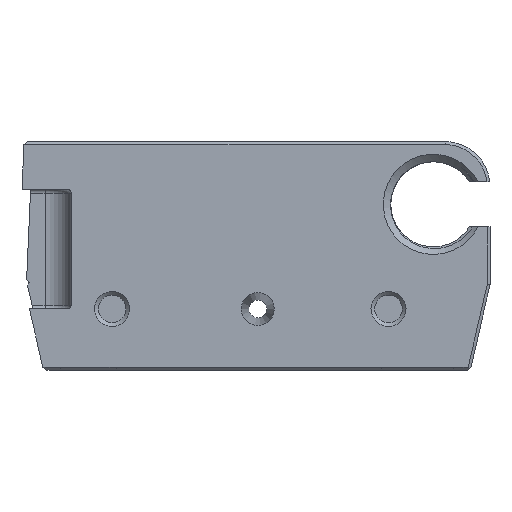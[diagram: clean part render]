
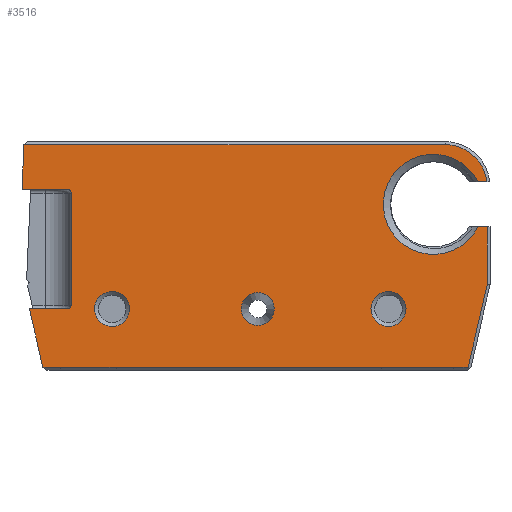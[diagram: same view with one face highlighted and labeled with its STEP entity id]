
A CAD part, top view. The second image highlights one B-rep face of the part: STEP entity #3516.
In plain terms, the highlighted planar face has unit normal (0, 0, 1).
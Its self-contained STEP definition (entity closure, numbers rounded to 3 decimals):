
#261=PLANE('',#9828);
#1355=B_SPLINE_CURVE_WITH_KNOTS('',3,(#14829,#14830,#14831,#14832,#14833),
 .UNSPECIFIED.,.F.,.F.,(4,1,4),(0.,0.431,1.),.UNSPECIFIED.);
#1491=LINE('',#13546,#2509);
#1516=LINE('',#13608,#2534);
#1520=LINE('',#13633,#2538);
#1528=LINE('',#13759,#2546);
#1536=LINE('',#14835,#2554);
#1537=LINE('',#14837,#2555);
#1538=LINE('',#14838,#2556);
#1539=LINE('',#14842,#2557);
#1540=LINE('',#14846,#2558);
#1541=LINE('',#14847,#2559);
#1542=LINE('',#14849,#2560);
#1543=LINE('',#14851,#2561);
#1544=LINE('',#14853,#2562);
#1545=LINE('',#14855,#2563);
#1546=LINE('',#14857,#2564);
#1547=LINE('',#14859,#2565);
#1548=LINE('',#14861,#2566);
#2509=VECTOR('',#10619,1.);
#2534=VECTOR('',#10662,1.);
#2538=VECTOR('',#10674,1.);
#2546=VECTOR('',#10686,1.);
#2554=VECTOR('',#10716,1.);
#2555=VECTOR('',#10717,1.);
#2556=VECTOR('',#10718,1.);
#2557=VECTOR('',#10721,1.);
#2558=VECTOR('',#10724,1.);
#2559=VECTOR('',#10725,1.);
#2560=VECTOR('',#10726,1.);
#2561=VECTOR('',#10727,1.);
#2562=VECTOR('',#10728,1.);
#2563=VECTOR('',#10729,1.);
#2564=VECTOR('',#10730,1.);
#2565=VECTOR('',#10731,1.);
#2566=VECTOR('',#10732,1.);
#3516=ADVANCED_FACE('',(#4137,#4138,#4139,#4140),#261,.F.);
#4137=FACE_BOUND('',#4218,.T.);
#4138=FACE_BOUND('',#4219,.T.);
#4139=FACE_BOUND('',#4220,.T.);
#4140=FACE_BOUND('',#4221,.T.);
#4218=EDGE_LOOP('',(#5050));
#4219=EDGE_LOOP('',(#5051,#5052,#5053,#5054,#5055,#5056,#5057,#5058,#5059,
#5060,#5061,#5062,#5063,#5064,#5065,#5066,#5067,#5068,#5069,#5070,#5071));
#4220=EDGE_LOOP('',(#5072));
#4221=EDGE_LOOP('',(#5073));
#5050=ORIENTED_EDGE('',*,*,#8472,.T.);
#5051=ORIENTED_EDGE('',*,*,#8407,.T.);
#5052=ORIENTED_EDGE('',*,*,#8473,.F.);
#5053=ORIENTED_EDGE('',*,*,#8474,.F.);
#5054=ORIENTED_EDGE('',*,*,#8475,.T.);
#5055=ORIENTED_EDGE('',*,*,#8370,.F.);
#5056=ORIENTED_EDGE('',*,*,#8476,.T.);
#5057=ORIENTED_EDGE('',*,*,#8477,.F.);
#5058=ORIENTED_EDGE('',*,*,#8478,.T.);
#5059=ORIENTED_EDGE('',*,*,#8479,.F.);
#5060=ORIENTED_EDGE('',*,*,#8480,.T.);
#5061=ORIENTED_EDGE('',*,*,#8399,.F.);
#5062=ORIENTED_EDGE('',*,*,#8481,.F.);
#5063=ORIENTED_EDGE('',*,*,#8482,.T.);
#5064=ORIENTED_EDGE('',*,*,#8483,.F.);
#5065=ORIENTED_EDGE('',*,*,#8484,.T.);
#5066=ORIENTED_EDGE('',*,*,#8485,.F.);
#5067=ORIENTED_EDGE('',*,*,#8486,.T.);
#5068=ORIENTED_EDGE('',*,*,#8487,.F.);
#5069=ORIENTED_EDGE('',*,*,#8488,.F.);
#5070=ORIENTED_EDGE('',*,*,#8429,.T.);
#5071=ORIENTED_EDGE('',*,*,#8449,.F.);
#5072=ORIENTED_EDGE('',*,*,#8489,.T.);
#5073=ORIENTED_EDGE('',*,*,#8490,.F.);
#7595=VERTEX_POINT('',#13545);
#7596=VERTEX_POINT('',#13547);
#7619=VERTEX_POINT('',#13607);
#7620=VERTEX_POINT('',#13609);
#7624=VERTEX_POINT('',#13631);
#7626=VERTEX_POINT('',#13634);
#7646=VERTEX_POINT('',#13757);
#7648=VERTEX_POINT('',#13760);
#7670=VERTEX_POINT('',#14828);
#7671=VERTEX_POINT('',#14834);
#7672=VERTEX_POINT('',#14836);
#7673=VERTEX_POINT('',#14839);
#7674=VERTEX_POINT('',#14841);
#7675=VERTEX_POINT('',#14843);
#7676=VERTEX_POINT('',#14845);
#7677=VERTEX_POINT('',#14848);
#7678=VERTEX_POINT('',#14850);
#7679=VERTEX_POINT('',#14852);
#7680=VERTEX_POINT('',#14854);
#7681=VERTEX_POINT('',#14856);
#7682=VERTEX_POINT('',#14858);
#7683=VERTEX_POINT('',#14860);
#7684=VERTEX_POINT('',#14863);
#7685=VERTEX_POINT('',#14865);
#8370=EDGE_CURVE('',#7595,#7596,#1491,.T.);
#8399=EDGE_CURVE('',#7619,#7620,#1516,.T.);
#8407=EDGE_CURVE('',#7626,#7624,#1520,.T.);
#8429=EDGE_CURVE('',#7648,#7646,#1528,.T.);
#8449=EDGE_CURVE('',#7626,#7646,#9664,.T.);
#8472=EDGE_CURVE('',#7670,#7670,#9667,.T.);
#8473=EDGE_CURVE('',#7671,#7624,#1355,.T.);
#8474=EDGE_CURVE('',#7672,#7671,#1536,.T.);
#8475=EDGE_CURVE('',#7672,#7596,#1537,.T.);
#8476=EDGE_CURVE('',#7595,#7673,#1538,.T.);
#8477=EDGE_CURVE('',#7674,#7673,#9668,.T.);
#8478=EDGE_CURVE('',#7674,#7675,#1539,.T.);
#8479=EDGE_CURVE('',#7676,#7675,#9669,.T.);
#8480=EDGE_CURVE('',#7676,#7620,#1540,.T.);
#8481=EDGE_CURVE('',#7677,#7619,#1541,.T.);
#8482=EDGE_CURVE('',#7677,#7678,#1542,.T.);
#8483=EDGE_CURVE('',#7679,#7678,#1543,.T.);
#8484=EDGE_CURVE('',#7679,#7680,#1544,.T.);
#8485=EDGE_CURVE('',#7681,#7680,#1545,.T.);
#8486=EDGE_CURVE('',#7681,#7682,#1546,.T.);
#8487=EDGE_CURVE('',#7683,#7682,#1547,.T.);
#8488=EDGE_CURVE('',#7648,#7683,#1548,.T.);
#8489=EDGE_CURVE('',#7684,#7684,#9670,.T.);
#8490=EDGE_CURVE('',#7685,#7685,#9671,.T.);
#9664=CIRCLE('',#9814,6.7);
#9667=CIRCLE('',#9823,2.2);
#9668=CIRCLE('',#9824,0.5);
#9669=CIRCLE('',#9825,0.5);
#9670=CIRCLE('',#9826,2.35);
#9671=CIRCLE('',#9827,2.35);
#9814=AXIS2_PLACEMENT_3D('',#13908,#10696,#10697);
#9823=AXIS2_PLACEMENT_3D('',#14827,#10714,#10715);
#9824=AXIS2_PLACEMENT_3D('',#14840,#10719,#10720);
#9825=AXIS2_PLACEMENT_3D('',#14844,#10722,#10723);
#9826=AXIS2_PLACEMENT_3D('',#14862,#10733,#10734);
#9827=AXIS2_PLACEMENT_3D('',#14864,#10735,#10736);
#9828=AXIS2_PLACEMENT_3D('',#14866,#10737,#10738);
#10619=DIRECTION('',(0.044,0.999,0.));
#10662=DIRECTION('',(-0.226,0.974,0.));
#10674=DIRECTION('',(1.,0.,0.));
#10686=DIRECTION('',(-1.,0.,0.));
#10696=DIRECTION('',(0.,0.,1.));
#10697=DIRECTION('',(1.,0.,0.));
#10714=DIRECTION('',(0.,0.,-1.));
#10715=DIRECTION('',(-1.,0.,0.));
#10716=DIRECTION('',(1.,0.,0.));
#10717=DIRECTION('',(-1.,0.,0.));
#10718=DIRECTION('',(1.,0.,0.));
#10719=DIRECTION('',(0.,0.,1.));
#10720=DIRECTION('',(0.707,0.707,0.));
#10721=DIRECTION('',(0.,-1.,0.));
#10722=DIRECTION('',(0.,0.,1.));
#10723=DIRECTION('',(0.707,-0.707,0.));
#10724=DIRECTION('',(-1.,0.,0.));
#10725=DIRECTION('',(-0.783,0.621,0.));
#10726=DIRECTION('',(1.,0.,0.));
#10727=DIRECTION('',(-1.,0.,0.));
#10728=DIRECTION('',(1.,0.,0.));
#10729=DIRECTION('',(-1.,0.,0.));
#10730=DIRECTION('',(1.,0.,0.));
#10731=DIRECTION('',(-0.226,-0.974,0.));
#10732=DIRECTION('',(0.,-1.,0.));
#10733=DIRECTION('',(0.,0.,-1.));
#10734=DIRECTION('',(-0.783,0.621,0.));
#10735=DIRECTION('',(0.,0.,1.));
#10736=DIRECTION('',(-0.783,0.621,0.));
#10737=DIRECTION('',(0.,0.,-1.));
#10738=DIRECTION('',(1.,0.,0.));
#13545=CARTESIAN_POINT('',(-12.059,15.997,-4.5));
#13546=CARTESIAN_POINT('',(-11.94,18.736,-4.5));
#13547=CARTESIAN_POINT('',(-11.797,21.997,-4.5));
#13607=CARTESIAN_POINT('',(-9.269,-7.791,-4.5));
#13608=CARTESIAN_POINT('',(-9.61,-6.319,-4.5));
#13609=CARTESIAN_POINT('',(-11.072,-0.003,-4.5));
#13631=CARTESIAN_POINT('',(50.185,16.997,-4.5));
#13633=CARTESIAN_POINT('',(37.387,16.997,-4.5));
#13634=CARTESIAN_POINT('',(48.992,16.997,-4.5));
#13757=CARTESIAN_POINT('',(48.992,10.997,-4.5));
#13759=CARTESIAN_POINT('',(45.462,10.997,-4.5));
#13760=CARTESIAN_POINT('',(50.217,10.997,-4.5));
#13908=CARTESIAN_POINT('',(43.001,13.997,-4.5));
#14827=CARTESIAN_POINT('',(19.501,-0.003,-4.5));
#14828=CARTESIAN_POINT('',(17.301,-0.003,-4.5));
#14829=CARTESIAN_POINT('',(44.599,21.997,-4.5));
#14830=CARTESIAN_POINT('',(45.779,21.997,-4.5));
#14831=CARTESIAN_POINT('',(48.524,21.108,-4.5));
#14832=CARTESIAN_POINT('',(50.017,18.543,-4.5));
#14833=CARTESIAN_POINT('',(50.185,16.997,-4.5));
#14834=CARTESIAN_POINT('',(44.599,21.997,-4.5));
#14835=CARTESIAN_POINT('',(44.584,21.997,-4.5));
#14836=CARTESIAN_POINT('',(44.569,21.997,-4.5));
#14837=CARTESIAN_POINT('',(43.276,21.997,-4.5));
#14838=CARTESIAN_POINT('',(11.645,15.997,-4.5));
#14839=CARTESIAN_POINT('',(-5.97,15.997,-4.5));
#14840=CARTESIAN_POINT('',(-5.97,15.497,-4.5));
#14841=CARTESIAN_POINT('',(-5.47,15.497,-4.5));
#14842=CARTESIAN_POINT('',(-5.47,2.297,-4.5));
#14843=CARTESIAN_POINT('',(-5.47,0.497,-4.5));
#14844=CARTESIAN_POINT('',(-5.97,0.497,-4.5));
#14845=CARTESIAN_POINT('',(-5.97,-0.003,-4.5));
#14846=CARTESIAN_POINT('',(11.645,-0.003,-4.5));
#14847=CARTESIAN_POINT('',(-9.025,-7.984,-4.5));
#14848=CARTESIAN_POINT('',(-9.254,-7.803,-4.5));
#14849=CARTESIAN_POINT('',(-7.101,-7.803,-4.5));
#14850=CARTESIAN_POINT('',(-6.793,-7.803,-4.5));
#14851=CARTESIAN_POINT('',(19.965,-7.803,-4.5));
#14852=CARTESIAN_POINT('',(0.401,-7.803,-4.5));
#14853=CARTESIAN_POINT('',(35.901,-7.803,-4.5));
#14854=CARTESIAN_POINT('',(36.301,-7.803,-4.5));
#14855=CARTESIAN_POINT('',(19.965,-7.803,-4.5));
#14856=CARTESIAN_POINT('',(45.597,-7.803,-4.5));
#14857=CARTESIAN_POINT('',(47.551,-7.803,-4.5));
#14858=CARTESIAN_POINT('',(47.657,-7.803,-4.5));
#14859=CARTESIAN_POINT('',(49.324,-0.602,-4.5));
#14860=CARTESIAN_POINT('',(50.217,3.253,-4.5));
#14861=CARTESIAN_POINT('',(50.217,3.902,-4.5));
#14862=CARTESIAN_POINT('',(37.,0.,-4.5));
#14863=CARTESIAN_POINT('',(37.,2.35,-4.5));
#14864=CARTESIAN_POINT('',(0.,0.,-4.5));
#14865=CARTESIAN_POINT('',(0.,2.35,-4.5));
#14866=CARTESIAN_POINT('',(33.424,4.597,-4.5));
